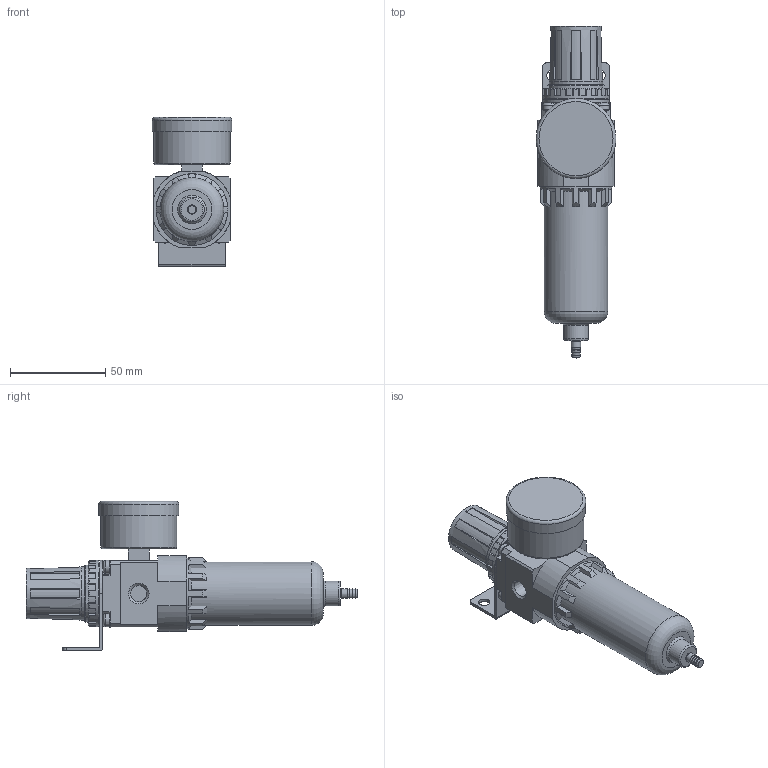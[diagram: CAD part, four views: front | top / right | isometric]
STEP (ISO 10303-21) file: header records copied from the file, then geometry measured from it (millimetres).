
FILE_DESCRIPTION( ( 'STEP AP203' ), '1' );
FILE_NAME( 'MAFR200L-6A.stp', '2020-06-15T11:41:53', ( 'License CC BY-ND 4.0' ), ( 'CADENAS' ), ' ', 'PARTsolutions', ' ' );
FILE_SCHEMA( ( 'CONFIG_CONTROL_DESIGN' ) );
Length unit declared in the file: millimetre
Products named in the file (1): _MAFR200L-6A
Bounding box: 42 x 174.6 x 78.5 mm (x, y, z)
Volume: 149043.4 mm3; surface area: 37535.1 mm2
Topology: 1 solids, 3 shells, 408 faces, 1060 edges, 694 vertices
Faces by surface type: plane 267, cylinder 77, cone 54, torus 10
Full cylindrical faces by diameter (mm): 3.6 x1, 4 x2, 4.9 x5, 5.8 x2, 6 x1, 7 x4, 7.2 x4, 7.5 x1, 8 x1, 13 x1, 28.2 x1, 31 x1, 33.5 x1, 35 x1, 37.7 x1, 40 x1, 42 x1
Entity records: 12242 total; most frequent: CARTESIAN_POINT 2392, DIRECTION 2016, ORIENTED_EDGE 1986, EDGE_CURVE 993, AXIS2_PLACEMENT_3D 714, VERTEX_POINT 682, LINE 588, VECTOR 588
